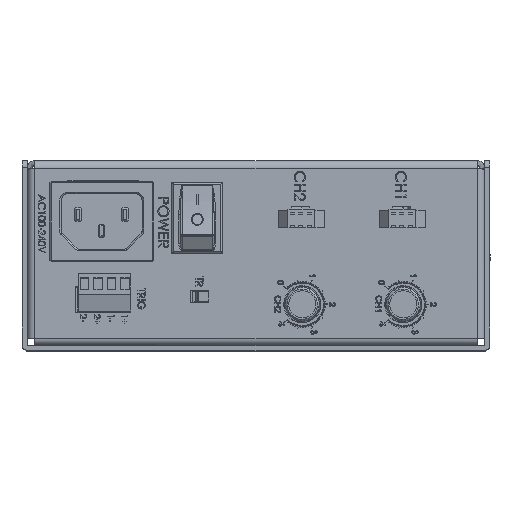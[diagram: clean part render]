
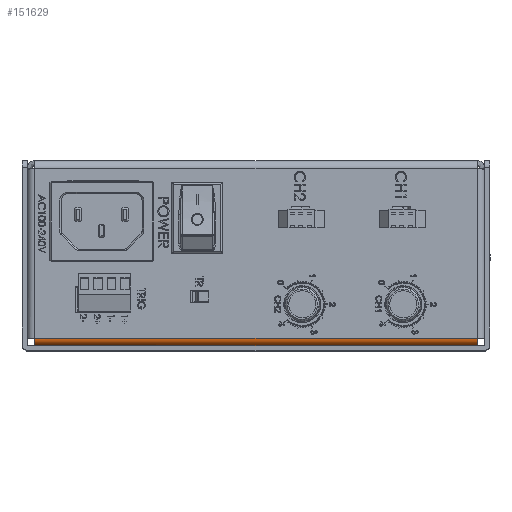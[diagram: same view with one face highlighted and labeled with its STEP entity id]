
A CAD part, top view. The second image highlights one B-rep face of the part: STEP entity #151629.
In plain terms, the highlighted cylindrical face has radius 2.237 mm (diameter 4.473 mm), a partial arc.
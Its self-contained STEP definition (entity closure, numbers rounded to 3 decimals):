
#1170 = ORIENTED_EDGE ( 'NONE', *, *, #166490, .T. ) ;
#1925 = CARTESIAN_POINT ( 'NONE',  ( -3.237, -34.741, 101.501 ) ) ;
#3985 = CARTESIAN_POINT ( 'NONE',  ( -134.813, -35.023, 100.374 ) ) ;
#11102 = CYLINDRICAL_SURFACE ( 'NONE', #157639, 2.237 ) ;
#11943 = ORIENTED_EDGE ( 'NONE', *, *, #102108, .T. ) ;
#15520 = CARTESIAN_POINT ( 'NONE',  ( -3.244, -34.161, 102.163 ) ) ;
#22785 = CARTESIAN_POINT ( 'NONE',  ( -134.793, -33.913, 102.329 ) ) ;
#23809 = CARTESIAN_POINT ( 'NONE',  ( -134.783, -32.787, 102.611 ) ) ;
#24000 = DIRECTION ( 'NONE',  ( -1., 0., 0. ) ) ;
#25417 = CARTESIAN_POINT ( 'NONE',  ( -3.256, -32.787, 102.611 ) ) ;
#27200 = VERTEX_POINT ( 'NONE', #23809 ) ;
#29103 = CARTESIAN_POINT ( 'NONE',  ( -3.252, -33.372, 102.553 ) ) ;
#34467 = VECTOR ( 'NONE', #51894, 1000. ) ;
#36406 = CARTESIAN_POINT ( 'NONE',  ( -134.8, -34.575, 101.749 ) ) ;
#36995 = EDGE_CURVE ( 'NONE', #101156, #27200, #102171, .T. ) ;
#42356 = DIRECTION ( 'NONE',  ( 1., 0., 0. ) ) ;
#42634 = CARTESIAN_POINT ( 'NONE',  ( -3.256, -32.787, 102.611 ) ) ;
#49973 = CARTESIAN_POINT ( 'NONE',  ( -134.808, -34.965, 100.96 ) ) ;
#51894 = DIRECTION ( 'NONE',  ( -1., 0., 0. ) ) ;
#63587 = CARTESIAN_POINT ( 'NONE',  ( -134.813, -35.023, 100.374 ) ) ;
#67932 = ORIENTED_EDGE ( 'NONE', *, *, #159733, .T. ) ;
#68981 = LINE ( 'NONE', #3985, #100775 ) ;
#71247 = B_SPLINE_CURVE_WITH_KNOTS ( 'NONE', 3,
 ( #122445, #109413, #82878, #1925, #96479, #15520, #110004, #29103, #123605, #42634 ),
 .UNSPECIFIED., .F., .F.,
 ( 4, 2, 2, 2, 4 ),
 ( 0., 0.25, 0.5, 0.75, 1. ),
 .UNSPECIFIED. ) ;
#72307 = CARTESIAN_POINT ( 'NONE',  ( -3.227, -35.023, 100.374 ) ) ;
#82878 = CARTESIAN_POINT ( 'NONE',  ( -3.232, -34.965, 100.96 ) ) ;
#91925 = CARTESIAN_POINT ( 'NONE',  ( -134.813, -32.787, 100.374 ) ) ;
#95634 = FACE_OUTER_BOUND ( 'NONE', #136621, .T. ) ;
#96479 = CARTESIAN_POINT ( 'NONE',  ( -3.239, -34.575, 101.749 ) ) ;
#100775 = VECTOR ( 'NONE', #42356, 1000. ) ;
#101156 = VERTEX_POINT ( 'NONE', #25417 ) ;
#102108 = EDGE_CURVE ( 'NONE', #175327, #151885, #68981, .T. ) ;
#102171 = LINE ( 'NONE', #146508, #34467 ) ;
#103806 = CARTESIAN_POINT ( 'NONE',  ( -134.788, -33.372, 102.553 ) ) ;
#109413 = CARTESIAN_POINT ( 'NONE',  ( -3.229, -35.023, 100.667 ) ) ;
#110004 = CARTESIAN_POINT ( 'NONE',  ( -3.247, -33.913, 102.329 ) ) ;
#113632 = ORIENTED_EDGE ( 'NONE', *, *, #36995, .T. ) ;
#117403 = CARTESIAN_POINT ( 'NONE',  ( -134.796, -34.161, 102.163 ) ) ;
#122445 = CARTESIAN_POINT ( 'NONE',  ( -3.227, -35.023, 100.374 ) ) ;
#123605 = CARTESIAN_POINT ( 'NONE',  ( -3.254, -33.079, 102.611 ) ) ;
#127591 = CARTESIAN_POINT ( 'NONE',  ( -134.813, -35.023, 100.374 ) ) ;
#130992 = CARTESIAN_POINT ( 'NONE',  ( -134.803, -34.741, 101.501 ) ) ;
#136621 = EDGE_LOOP ( 'NONE', ( #11943, #67932, #113632, #1170 ) ) ;
#141659 = B_SPLINE_CURVE_WITH_KNOTS ( 'NONE', 3,
 ( #157614, #143436, #103806, #22785, #117403, #36406, #130992, #49973, #144588, #63587 ),
 .UNSPECIFIED., .F., .F.,
 ( 4, 2, 2, 2, 4 ),
 ( 0., 0.25, 0.5, 0.75, 1. ),
 .UNSPECIFIED. ) ;
#143436 = CARTESIAN_POINT ( 'NONE',  ( -134.786, -33.079, 102.611 ) ) ;
#144588 = CARTESIAN_POINT ( 'NONE',  ( -134.81, -35.023, 100.667 ) ) ;
#146380 = DIRECTION ( 'NONE',  ( 0., -1., 0. ) ) ;
#146508 = CARTESIAN_POINT ( 'NONE',  ( -69.02, -32.787, 102.611 ) ) ;
#151629 = ADVANCED_FACE ( 'NONE', ( #95634 ), #11102, .T. ) ;
#151885 = VERTEX_POINT ( 'NONE', #72307 ) ;
#157614 = CARTESIAN_POINT ( 'NONE',  ( -134.783, -32.787, 102.611 ) ) ;
#157639 = AXIS2_PLACEMENT_3D ( 'NONE', #91925, #24000, #146380 ) ;
#159733 = EDGE_CURVE ( 'NONE', #151885, #101156, #71247, .T. ) ;
#166490 = EDGE_CURVE ( 'NONE', #27200, #175327, #141659, .T. ) ;
#175327 = VERTEX_POINT ( 'NONE', #127591 ) ;
